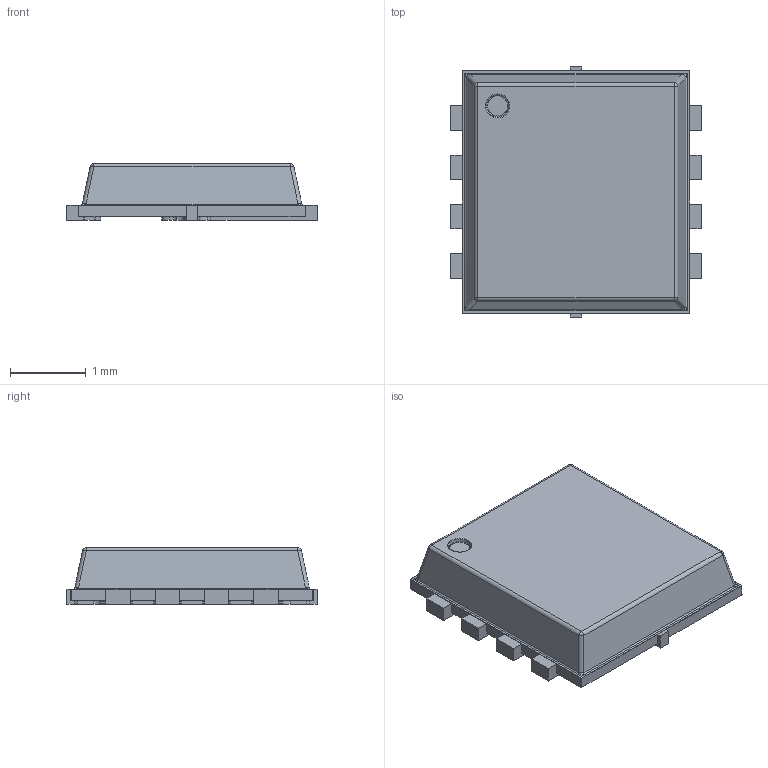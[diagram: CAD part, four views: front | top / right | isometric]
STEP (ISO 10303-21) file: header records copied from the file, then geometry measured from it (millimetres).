
FILE_DESCRIPTION (( 'STEP AP214' ), '1' );
FILE_NAME ('User Library-WDFN8-2.STEP', '2021-11-22T11:36:14', ( '' ), ( '' ), 'SwSTEP 2.0', 'SolidWorks 2021', '' );
FILE_SCHEMA (( 'AUTOMOTIVE_DESIGN' ));
Length unit declared in the file: millimetre
Products named in the file (1): User Library-WDFN8-2
Bounding box: 3.3 x 3.3 x 0.75 mm (x, y, z)
Volume: 6.3 mm3; surface area: 28.1 mm2
Topology: 1 solids, 1 shells, 220 faces, 620 edges, 400 vertices
Faces by surface type: plane 132, cylinder 74, bspline 12, cone 2
Entity records: 8195 total; most frequent: CARTESIAN_POINT 1797, ORIENTED_EDGE 1232, DIRECTION 1158, EDGE_CURVE 616, LINE 440, VECTOR 440, VERTEX_POINT 400, AXIS2_PLACEMENT_3D 359
